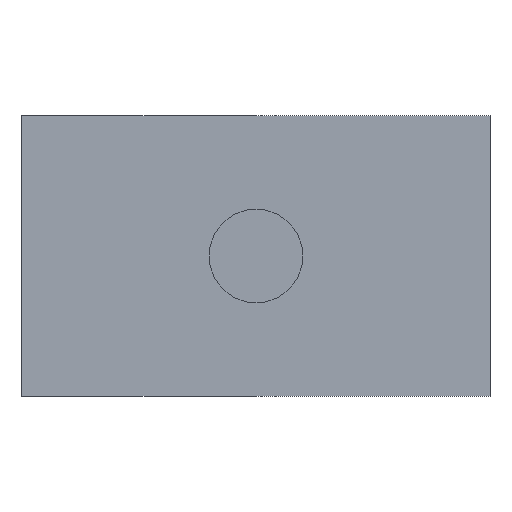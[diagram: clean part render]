
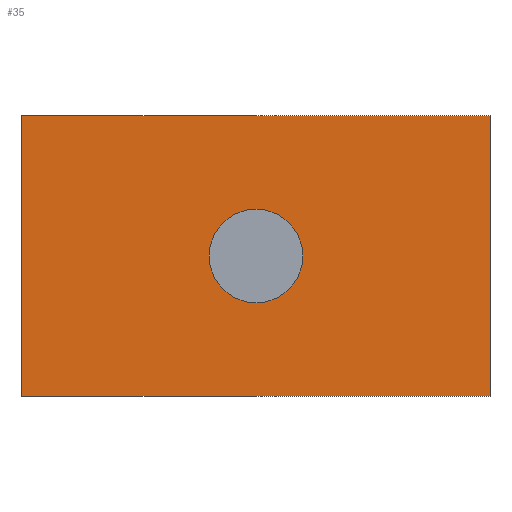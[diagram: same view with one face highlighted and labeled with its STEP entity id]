
A CAD part, left-side view. The second image highlights one B-rep face of the part: STEP entity #35.
In plain terms, the highlighted planar face has unit normal (-1, 0, 0).
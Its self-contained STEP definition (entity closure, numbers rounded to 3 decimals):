
#32=FACE_BOUND('',#53,.F.);
#35=ADVANCED_FACE('',(#32,#44),#99,.T.);
#44=FACE_OUTER_BOUND('',#54,.F.);
#53=EDGE_LOOP('',(#69,#70));
#54=EDGE_LOOP('',(#71,#72,#73,#74));
#69=ORIENTED_EDGE('',*,*,#160,.T.);
#70=ORIENTED_EDGE('',*,*,#159,.T.);
#71=ORIENTED_EDGE('',*,*,#161,.F.);
#72=ORIENTED_EDGE('',*,*,#169,.F.);
#73=ORIENTED_EDGE('',*,*,#165,.T.);
#74=ORIENTED_EDGE('',*,*,#172,.T.);
#99=PLANE('',#201);
#131=LINE('',#268,#145);
#135=LINE('',#272,#149);
#139=LINE('',#276,#153);
#142=LINE('',#279,#156);
#145=VECTOR('',#215,50.);
#149=VECTOR('',#219,50.);
#153=VECTOR('',#223,30.);
#156=VECTOR('',#226,30.);
#159=EDGE_CURVE('',#192,#191,#177,.T.);
#160=EDGE_CURVE('',#191,#192,#178,.T.);
#161=EDGE_CURVE('',#190,#189,#131,.T.);
#165=EDGE_CURVE('',#186,#185,#135,.T.);
#169=EDGE_CURVE('',#186,#190,#139,.T.);
#172=EDGE_CURVE('',#185,#189,#142,.T.);
#177=CIRCLE('',#195,5.);
#178=CIRCLE('',#196,5.);
#185=VERTEX_POINT('',#258);
#186=VERTEX_POINT('',#259);
#189=VERTEX_POINT('',#262);
#190=VERTEX_POINT('',#263);
#191=VERTEX_POINT('',#264);
#192=VERTEX_POINT('',#265);
#195=AXIS2_PLACEMENT_3D('',#266,#211,#212);
#196=AXIS2_PLACEMENT_3D('',#267,#213,#214);
#201=AXIS2_PLACEMENT_3D('',#286,#237,#238);
#211=DIRECTION('',(-1.,0.,0.));
#212=DIRECTION('',(0.,-1.,0.));
#213=DIRECTION('',(-1.,0.,0.));
#214=DIRECTION('',(0.,1.,0.));
#215=DIRECTION('',(0.,1.,0.));
#219=DIRECTION('',(0.,1.,0.));
#223=DIRECTION('',(0.,0.,1.));
#226=DIRECTION('',(0.,0.,1.));
#237=DIRECTION('',(-1.,0.,0.));
#238=DIRECTION('',(0.,1.,0.));
#258=CARTESIAN_POINT('',(10.,25.,-15.));
#259=CARTESIAN_POINT('',(10.,-25.,-15.));
#262=CARTESIAN_POINT('',(10.,25.,15.));
#263=CARTESIAN_POINT('',(10.,-25.,15.));
#264=CARTESIAN_POINT('',(10.,5.,0.));
#265=CARTESIAN_POINT('',(10.,-5.,0.));
#266=CARTESIAN_POINT('',(10.,0.,0.));
#267=CARTESIAN_POINT('',(10.,0.,0.));
#268=CARTESIAN_POINT('',(10.,-25.,15.));
#272=CARTESIAN_POINT('',(10.,-25.,-15.));
#276=CARTESIAN_POINT('',(10.,-25.,-15.));
#279=CARTESIAN_POINT('',(10.,25.,-15.));
#286=CARTESIAN_POINT('',(10.,-25.5,15.5));
